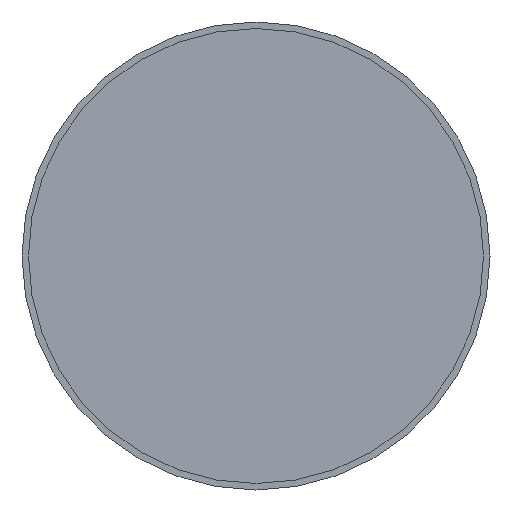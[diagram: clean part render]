
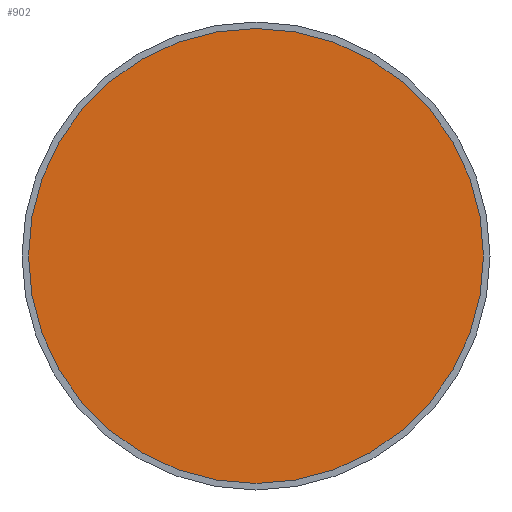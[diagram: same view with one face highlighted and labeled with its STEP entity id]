
A CAD part, front view. The second image highlights one B-rep face of the part: STEP entity #902.
In plain terms, the highlighted planar face has unit normal (0, -1, 0).
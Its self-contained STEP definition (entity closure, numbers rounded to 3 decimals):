
#66=PLANE('',#1037);
#113=FACE_OUTER_BOUND('',#167,.T.);
#167=EDGE_LOOP('',(#725,#726));
#282=CIRCLE('',#1035,35.);
#283=CIRCLE('',#1036,35.);
#377=VERTEX_POINT('',#1626);
#378=VERTEX_POINT('',#1627);
#500=EDGE_CURVE('',#377,#378,#282,.T.);
#501=EDGE_CURVE('',#378,#377,#283,.T.);
#725=ORIENTED_EDGE('',*,*,#500,.T.);
#726=ORIENTED_EDGE('',*,*,#501,.T.);
#902=ADVANCED_FACE('',(#113),#66,.T.);
#1035=AXIS2_PLACEMENT_3D('',#1628,#1290,#1291);
#1036=AXIS2_PLACEMENT_3D('',#1629,#1292,#1293);
#1037=AXIS2_PLACEMENT_3D('',#1631,#1295,#1296);
#1290=DIRECTION('center_axis',(0.,-1.,0.));
#1291=DIRECTION('ref_axis',(1.,0.,0.));
#1292=DIRECTION('center_axis',(0.,-1.,0.));
#1293=DIRECTION('ref_axis',(1.,0.,0.));
#1295=DIRECTION('center_axis',(0.,-1.,0.));
#1296=DIRECTION('ref_axis',(0.,0.,-1.));
#1626=CARTESIAN_POINT('',(35.,0.,0.));
#1627=CARTESIAN_POINT('',(-35.,0.,0.));
#1628=CARTESIAN_POINT('Origin',(0.,0.,0.));
#1629=CARTESIAN_POINT('Origin',(0.,0.,0.));
#1631=CARTESIAN_POINT('Origin',(17.5,0.,0.));
